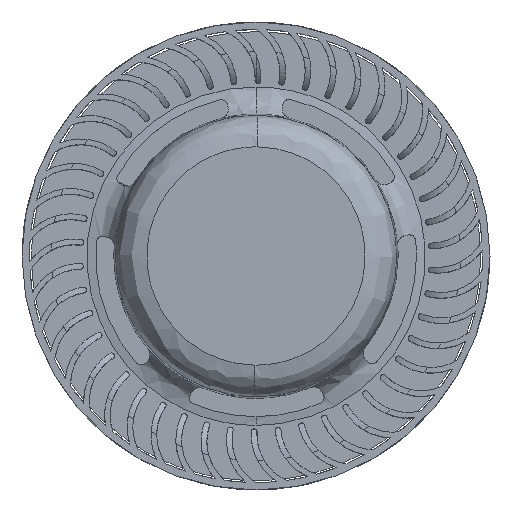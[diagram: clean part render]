
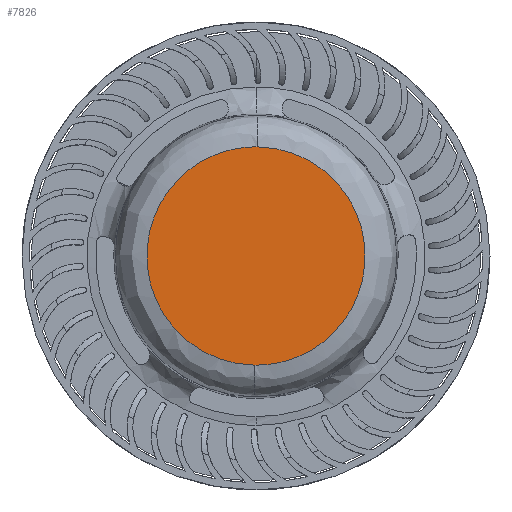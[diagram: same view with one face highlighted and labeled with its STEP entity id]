
A CAD part, top view. The second image highlights one B-rep face of the part: STEP entity #7826.
In plain terms, the highlighted planar face has unit normal (0, 0, 1).
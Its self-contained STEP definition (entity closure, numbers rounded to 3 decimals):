
#731 = CARTESIAN_POINT ( 'NONE',  ( -0.177, -17.353, 24. ) ) ;
#1381 = FACE_OUTER_BOUND ( 'NONE', #11260, .T. ) ;
#1748 = CARTESIAN_POINT ( 'NONE',  ( 0.177, 17.353, 24. ) ) ;
#4091 = DIRECTION ( 'NONE',  ( -1., 0., 0. ) ) ;
#4319 = EDGE_CURVE ( 'NONE', #12016, #24617, #10497, .T. ) ;
#4328 = ORIENTED_EDGE ( 'NONE', *, *, #5434, .F. ) ;
#4551 = CARTESIAN_POINT ( 'NONE',  ( -0.181, -17.352, 24. ) ) ;
#4731 = CARTESIAN_POINT ( 'NONE',  ( -34.339, 17.346, 24. ) ) ;
#5379 = VERTEX_POINT ( 'NONE', #17112 ) ;
#5383 =( BOUNDED_CURVE ( )  B_SPLINE_CURVE ( 3, ( #24172, #18318, #4731, #18411 ),
 .UNSPECIFIED., .F., .F. ) 
 B_SPLINE_CURVE_WITH_KNOTS ( ( 4, 4 ),
 ( 0., 1. ),
 .UNSPECIFIED. ) 
 CURVE ( )  GEOMETRIC_REPRESENTATION_ITEM ( )  RATIONAL_B_SPLINE_CURVE ( ( 1., 0.337, 0.337, 1. ) ) 
 REPRESENTATION_ITEM ( '' )  );
#5434 = EDGE_CURVE ( 'NONE', #10536, #12016, #22702, .T. ) ;
#6562 = EDGE_CURVE ( 'NONE', #15878, #10536, #23166, .T. ) ;
#6895 = CARTESIAN_POINT ( 'NONE',  ( 0.179, 17.353, 24. ) ) ;
#7826 = ADVANCED_FACE ( 'NONE', ( #1381 ), #13870, .F. ) ;
#9390 = CARTESIAN_POINT ( 'NONE',  ( 34.339, -17.346, 24. ) ) ;
#9530 = CARTESIAN_POINT ( 'NONE',  ( 0.056, 17.353, 24. ) ) ;
#10114 = CARTESIAN_POINT ( 'NONE',  ( -0.004, 17.353, 24. ) ) ;
#10477 = CARTESIAN_POINT ( 'NONE',  ( -0.179, -17.353, 24. ) ) ;
#10497 =( BOUNDED_CURVE ( )  B_SPLINE_CURVE ( 3, ( #731, #10477, #4551, #14432 ),
 .UNSPECIFIED., .F., .F. ) 
 B_SPLINE_CURVE_WITH_KNOTS ( ( 4, 4 ),
 ( 0., 0. ),
 .UNSPECIFIED. ) 
 CURVE ( )  GEOMETRIC_REPRESENTATION_ITEM ( )  RATIONAL_B_SPLINE_CURVE ( ( 1., 1., 1., 1. ) ) 
 REPRESENTATION_ITEM ( '' )  );
#10536 = VERTEX_POINT ( 'NONE', #13848 ) ;
#10856 = CARTESIAN_POINT ( 'NONE',  ( 0.181, 17.352, 24. ) ) ;
#10896 =( BOUNDED_CURVE ( )  B_SPLINE_CURVE ( 3, ( #20588, #6895, #10856, #24523 ),
 .UNSPECIFIED., .F., .F. ) 
 B_SPLINE_CURVE_WITH_KNOTS ( ( 4, 4 ),
 ( 0., 0. ),
 .UNSPECIFIED. ) 
 CURVE ( )  GEOMETRIC_REPRESENTATION_ITEM ( )  RATIONAL_B_SPLINE_CURVE ( ( 1., 1., 1., 1. ) ) 
 REPRESENTATION_ITEM ( '' )  );
#11260 = EDGE_LOOP ( 'NONE', ( #13720, #20520, #11595, #4328, #21573, #22115 ) ) ;
#11595 = ORIENTED_EDGE ( 'NONE', *, *, #4319, .F. ) ;
#11677 = EDGE_CURVE ( 'NONE', #5379, #15878, #10896, .T. ) ;
#12016 = VERTEX_POINT ( 'NONE', #12051 ) ;
#12051 = CARTESIAN_POINT ( 'NONE',  ( -0.177, -17.353, 24. ) ) ;
#13474 = CARTESIAN_POINT ( 'NONE',  ( 0.117, 17.353, 24. ) ) ;
#13542 = CARTESIAN_POINT ( 'NONE',  ( -0.056, -17.353, 24. ) ) ;
#13625 = CARTESIAN_POINT ( 'NONE',  ( -0.177, -17.353, 24. ) ) ;
#13720 = ORIENTED_EDGE ( 'NONE', *, *, #17829, .F. ) ;
#13848 = CARTESIAN_POINT ( 'NONE',  ( 0.004, -17.353, 24. ) ) ;
#13870 = PLANE ( 'NONE',  #15537 ) ;
#14117 = EDGE_CURVE ( 'NONE', #24617, #16144, #5383, .T. ) ;
#14432 = CARTESIAN_POINT ( 'NONE',  ( -0.184, -17.352, 24. ) ) ;
#15537 = AXIS2_PLACEMENT_3D ( 'NONE', #23600, #15837, #4091 ) ;
#15837 = DIRECTION ( 'NONE',  ( 0., 0., -1. ) ) ;
#15868 =( BOUNDED_CURVE ( )  B_SPLINE_CURVE ( 3, ( #24983, #9530, #13474, #1748 ),
 .UNSPECIFIED., .F., .F. ) 
 B_SPLINE_CURVE_WITH_KNOTS ( ( 4, 4 ),
 ( 0., 1. ),
 .UNSPECIFIED. ) 
 CURVE ( )  GEOMETRIC_REPRESENTATION_ITEM ( )  RATIONAL_B_SPLINE_CURVE ( ( 1., 1., 1., 1. ) ) 
 REPRESENTATION_ITEM ( '' )  );
#15878 = VERTEX_POINT ( 'NONE', #16705 ) ;
#16144 = VERTEX_POINT ( 'NONE', #10114 ) ;
#16705 = CARTESIAN_POINT ( 'NONE',  ( 0.184, 17.352, 24. ) ) ;
#17112 = CARTESIAN_POINT ( 'NONE',  ( 0.177, 17.353, 24. ) ) ;
#17829 = EDGE_CURVE ( 'NONE', #16144, #5379, #15868, .T. ) ;
#18318 = CARTESIAN_POINT ( 'NONE',  ( -34.517, -16.989, 24. ) ) ;
#18411 = CARTESIAN_POINT ( 'NONE',  ( -0.004, 17.353, 24. ) ) ;
#19111 = CARTESIAN_POINT ( 'NONE',  ( 0.184, 17.352, 24. ) ) ;
#20520 = ORIENTED_EDGE ( 'NONE', *, *, #14117, .F. ) ;
#20588 = CARTESIAN_POINT ( 'NONE',  ( 0.177, 17.353, 24. ) ) ;
#21386 = CARTESIAN_POINT ( 'NONE',  ( 0.004, -17.353, 24. ) ) ;
#21573 = ORIENTED_EDGE ( 'NONE', *, *, #6562, .F. ) ;
#22115 = ORIENTED_EDGE ( 'NONE', *, *, #11677, .F. ) ;
#22702 =( BOUNDED_CURVE ( )  B_SPLINE_CURVE ( 3, ( #21386, #13542, #25300, #13625 ),
 .UNSPECIFIED., .F., .F. ) 
 B_SPLINE_CURVE_WITH_KNOTS ( ( 4, 4 ),
 ( 0., 1. ),
 .UNSPECIFIED. ) 
 CURVE ( )  GEOMETRIC_REPRESENTATION_ITEM ( )  RATIONAL_B_SPLINE_CURVE ( ( 1., 1., 1., 1. ) ) 
 REPRESENTATION_ITEM ( '' )  );
#22719 = CARTESIAN_POINT ( 'NONE',  ( -0.184, -17.352, 24. ) ) ;
#23078 = CARTESIAN_POINT ( 'NONE',  ( 0.004, -17.353, 24. ) ) ;
#23166 =( BOUNDED_CURVE ( )  B_SPLINE_CURVE ( 3, ( #19111, #24939, #9390, #23078 ),
 .UNSPECIFIED., .F., .T. ) 
 B_SPLINE_CURVE_WITH_KNOTS ( ( 4, 4 ),
 ( 0., 1. ),
 .UNSPECIFIED. ) 
 CURVE ( )  GEOMETRIC_REPRESENTATION_ITEM ( )  RATIONAL_B_SPLINE_CURVE ( ( 1., 0.337, 0.337, 1. ) ) 
 REPRESENTATION_ITEM ( '' )  );
#23600 = CARTESIAN_POINT ( 'NONE',  ( 0., 0., 24. ) ) ;
#24172 = CARTESIAN_POINT ( 'NONE',  ( -0.184, -17.352, 24. ) ) ;
#24523 = CARTESIAN_POINT ( 'NONE',  ( 0.184, 17.352, 24. ) ) ;
#24617 = VERTEX_POINT ( 'NONE', #22719 ) ;
#24939 = CARTESIAN_POINT ( 'NONE',  ( 34.517, 16.989, 24. ) ) ;
#24983 = CARTESIAN_POINT ( 'NONE',  ( -0.004, 17.353, 24. ) ) ;
#25300 = CARTESIAN_POINT ( 'NONE',  ( -0.117, -17.353, 24. ) ) ;
